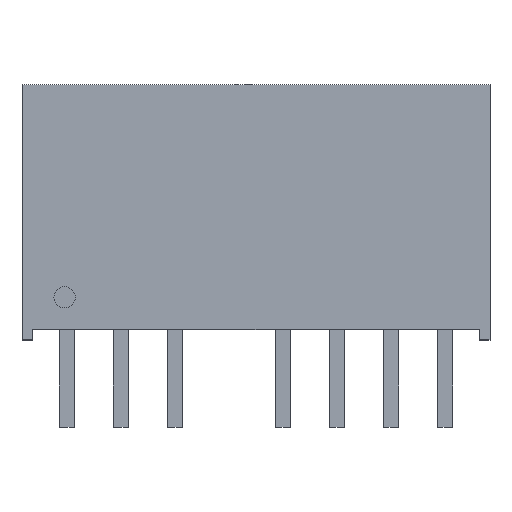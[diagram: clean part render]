
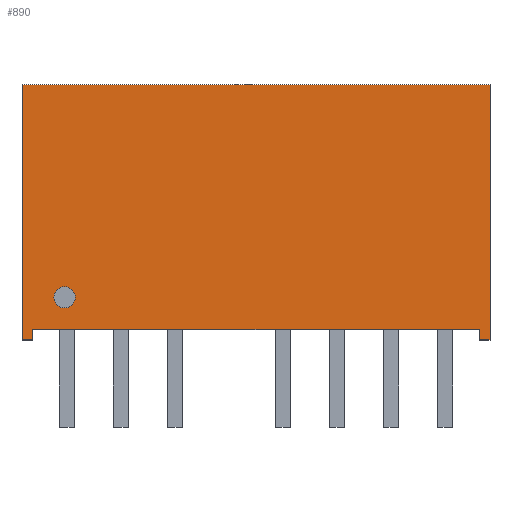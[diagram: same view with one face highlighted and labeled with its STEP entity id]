
A CAD part, top view. The second image highlights one B-rep face of the part: STEP entity #890.
In plain terms, the highlighted planar face has unit normal (0, 0, 1).
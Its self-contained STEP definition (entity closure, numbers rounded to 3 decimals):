
#27 = EDGE_CURVE ( 'NONE', #526, #967, #181, .T. ) ;
#43 = CIRCLE ( 'NONE', #696, 0.5 ) ;
#45 = CARTESIAN_POINT ( 'NONE',  ( -11., 0., 6.8 ) ) ;
#46 = VECTOR ( 'NONE', #1470, 1000. ) ;
#72 = EDGE_CURVE ( 'NONE', #1190, #1649, #454, .T. ) ;
#111 = CARTESIAN_POINT ( 'NONE',  ( 0., 0., 6.8 ) ) ;
#112 = EDGE_CURVE ( 'NONE', #212, #1038, #582, .T. ) ;
#181 = LINE ( 'NONE', #1201, #46 ) ;
#186 = CARTESIAN_POINT ( 'NONE',  ( 10.5, 0., 6.8 ) ) ;
#197 = AXIS2_PLACEMENT_3D ( 'NONE', #1599, #1314, #1073 ) ;
#212 = VERTEX_POINT ( 'NONE', #218 ) ;
#218 = CARTESIAN_POINT ( 'NONE',  ( 10.5, 0., 6.8 ) ) ;
#233 = LINE ( 'NONE', #111, #1250 ) ;
#275 = DIRECTION ( 'NONE',  ( -1., 0., 0. ) ) ;
#329 = ORIENTED_EDGE ( 'NONE', *, *, #1672, .F. ) ;
#337 = EDGE_CURVE ( 'NONE', #405, #212, #233, .T. ) ;
#348 = DIRECTION ( 'NONE',  ( -1., 0., 0. ) ) ;
#355 = VECTOR ( 'NONE', #569, 1000. ) ;
#405 = VERTEX_POINT ( 'NONE', #651 ) ;
#425 = CARTESIAN_POINT ( 'NONE',  ( 11., 12., 6.8 ) ) ;
#441 = DIRECTION ( 'NONE',  ( 0., 0., 1. ) ) ;
#454 = CIRCLE ( 'NONE', #803, 0.5 ) ;
#461 = LINE ( 'NONE', #1493, #1368 ) ;
#462 = CARTESIAN_POINT ( 'NONE',  ( -9.5, 2., 6.8 ) ) ;
#469 = ORIENTED_EDGE ( 'NONE', *, *, #634, .F. ) ;
#477 = ORIENTED_EDGE ( 'NONE', *, *, #1518, .F. ) ;
#504 = ORIENTED_EDGE ( 'NONE', *, *, #337, .F. ) ;
#526 = VERTEX_POINT ( 'NONE', #726 ) ;
#569 = DIRECTION ( 'NONE',  ( 0., -1., 0. ) ) ;
#582 = LINE ( 'NONE', #186, #1218 ) ;
#634 = EDGE_CURVE ( 'NONE', #825, #1474, #1435, .T. ) ;
#651 = CARTESIAN_POINT ( 'NONE',  ( 11., 0., 6.8 ) ) ;
#695 = LINE ( 'NONE', #1121, #1007 ) ;
#696 = AXIS2_PLACEMENT_3D ( 'NONE', #898, #1289, #762 ) ;
#707 = LINE ( 'NONE', #425, #355 ) ;
#726 = CARTESIAN_POINT ( 'NONE',  ( -11., 12., 6.8 ) ) ;
#762 = DIRECTION ( 'NONE',  ( 1., 0., 0. ) ) ;
#778 = DIRECTION ( 'NONE',  ( -1., 0., 0. ) ) ;
#781 = EDGE_CURVE ( 'NONE', #1038, #1194, #941, .T. ) ;
#803 = AXIS2_PLACEMENT_3D ( 'NONE', #1240, #441, #1507 ) ;
#825 = VERTEX_POINT ( 'NONE', #1468 ) ;
#841 = DIRECTION ( 'NONE',  ( 0., 1., 0. ) ) ;
#848 = DIRECTION ( 'NONE',  ( 0., 1., 0. ) ) ;
#890 = ADVANCED_FACE ( 'NONE', ( #975, #1464 ), #1613, .F. ) ;
#893 = CARTESIAN_POINT ( 'NONE',  ( 0., 0., 6.8 ) ) ;
#897 = ORIENTED_EDGE ( 'NONE', *, *, #112, .F. ) ;
#898 = CARTESIAN_POINT ( 'NONE',  ( -9., 2., 6.8 ) ) ;
#937 = EDGE_CURVE ( 'NONE', #967, #405, #707, .T. ) ;
#941 = LINE ( 'NONE', #1298, #1077 ) ;
#967 = VERTEX_POINT ( 'NONE', #1631 ) ;
#975 = FACE_OUTER_BOUND ( 'NONE', #1670, .T. ) ;
#978 = DIRECTION ( 'NONE',  ( 0., -1., 0. ) ) ;
#1007 = VECTOR ( 'NONE', #978, 1000. ) ;
#1032 = ORIENTED_EDGE ( 'NONE', *, *, #72, .F. ) ;
#1038 = VERTEX_POINT ( 'NONE', #1515 ) ;
#1044 = ORIENTED_EDGE ( 'NONE', *, *, #937, .F. ) ;
#1061 = ORIENTED_EDGE ( 'NONE', *, *, #781, .F. ) ;
#1073 = DIRECTION ( 'NONE',  ( -1., 0., 0. ) ) ;
#1077 = VECTOR ( 'NONE', #275, 1000. ) ;
#1121 = CARTESIAN_POINT ( 'NONE',  ( -10.5, 0.5, 6.8 ) ) ;
#1127 = CARTESIAN_POINT ( 'NONE',  ( -8.5, 2., 6.8 ) ) ;
#1183 = ORIENTED_EDGE ( 'NONE', *, *, #1208, .F. ) ;
#1190 = VERTEX_POINT ( 'NONE', #462 ) ;
#1194 = VERTEX_POINT ( 'NONE', #1397 ) ;
#1201 = CARTESIAN_POINT ( 'NONE',  ( -11., 12., 6.8 ) ) ;
#1208 = EDGE_CURVE ( 'NONE', #1649, #1190, #43, .T. ) ;
#1218 = VECTOR ( 'NONE', #848, 1000. ) ;
#1240 = CARTESIAN_POINT ( 'NONE',  ( -9., 2., 6.8 ) ) ;
#1250 = VECTOR ( 'NONE', #778, 1000. ) ;
#1289 = DIRECTION ( 'NONE',  ( 0., 0., 1. ) ) ;
#1298 = CARTESIAN_POINT ( 'NONE',  ( 10.5, 0.5, 6.8 ) ) ;
#1314 = DIRECTION ( 'NONE',  ( 0., 0., -1. ) ) ;
#1368 = VECTOR ( 'NONE', #841, 1000. ) ;
#1397 = CARTESIAN_POINT ( 'NONE',  ( -10.5, 0.5, 6.8 ) ) ;
#1403 = EDGE_LOOP ( 'NONE', ( #1183, #1032 ) ) ;
#1410 = VECTOR ( 'NONE', #348, 1000. ) ;
#1435 = LINE ( 'NONE', #893, #1410 ) ;
#1464 = FACE_BOUND ( 'NONE', #1403, .T. ) ;
#1468 = CARTESIAN_POINT ( 'NONE',  ( -10.5, 0., 6.8 ) ) ;
#1470 = DIRECTION ( 'NONE',  ( 1., 0., 0. ) ) ;
#1474 = VERTEX_POINT ( 'NONE', #45 ) ;
#1493 = CARTESIAN_POINT ( 'NONE',  ( -11., 0., 6.8 ) ) ;
#1507 = DIRECTION ( 'NONE',  ( 1., 0., 0. ) ) ;
#1515 = CARTESIAN_POINT ( 'NONE',  ( 10.5, 0.5, 6.8 ) ) ;
#1518 = EDGE_CURVE ( 'NONE', #1194, #825, #695, .T. ) ;
#1599 = CARTESIAN_POINT ( 'NONE',  ( 0., 0., 6.8 ) ) ;
#1606 = ORIENTED_EDGE ( 'NONE', *, *, #27, .F. ) ;
#1613 = PLANE ( 'NONE',  #197 ) ;
#1631 = CARTESIAN_POINT ( 'NONE',  ( 11., 12., 6.8 ) ) ;
#1649 = VERTEX_POINT ( 'NONE', #1127 ) ;
#1670 = EDGE_LOOP ( 'NONE', ( #477, #1061, #897, #504, #1044, #1606, #329, #469 ) ) ;
#1672 = EDGE_CURVE ( 'NONE', #1474, #526, #461, .T. ) ;
